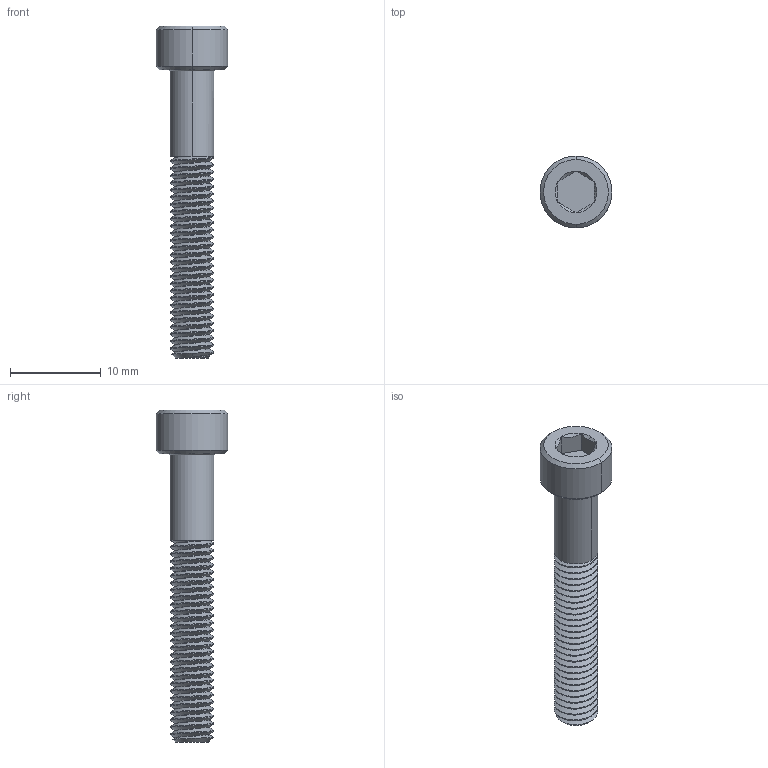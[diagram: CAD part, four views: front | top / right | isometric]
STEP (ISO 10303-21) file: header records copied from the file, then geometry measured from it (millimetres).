
FILE_DESCRIPTION (( 'STEP AP203' ), '1' );
FILE_NAME ('am-1041 10-32 x 1250 SHCS.STEP', '2023-07-26T17:32:18', ( '' ), ( '' ), 'SwSTEP 2.0', 'SolidWorks 2022', '' );
FILE_SCHEMA (( 'CONFIG_CONTROL_DESIGN' ));
Length unit declared in the file: inch
Products named in the file (1): am-1041 10-32 x 1250 SHCS
Bounding box: 7.92 x 7.92 x 36.58 mm (x, y, z)
Volume: 701.9 mm3; surface area: 900.3 mm2
Topology: 1 solids, 1 shells, 88 faces, 233 edges, 149 vertices
Faces by surface type: cylinder 58, cone 16, plane 11, bspline 3
Entity records: 8266 total; most frequent: CARTESIAN_POINT 6371, ORIENTED_EDGE 466, DIRECTION 300, EDGE_CURVE 233, VERTEX_POINT 149, AXIS2_PLACEMENT_3D 110, EDGE_LOOP 90, FACE_OUTER_BOUND 88
